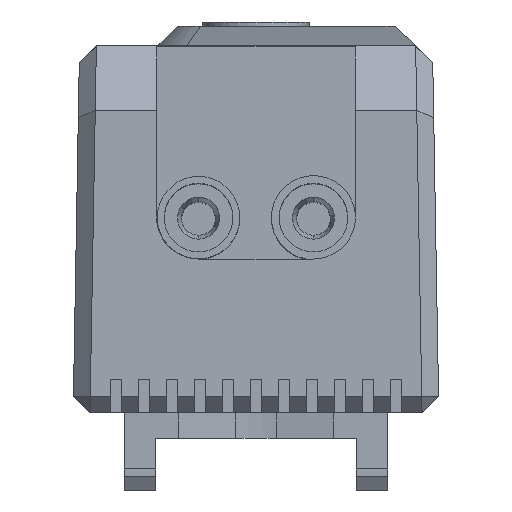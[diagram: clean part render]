
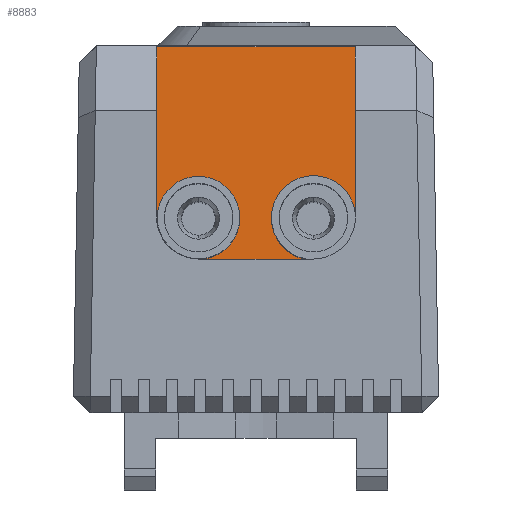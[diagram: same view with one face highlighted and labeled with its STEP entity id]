
A CAD part, front view. The second image highlights one B-rep face of the part: STEP entity #8883.
In plain terms, the highlighted planar face has unit normal (0, -1, 0.018).
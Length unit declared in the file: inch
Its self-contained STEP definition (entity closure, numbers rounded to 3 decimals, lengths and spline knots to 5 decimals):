
#245 = VERTEX_POINT ( 'NONE', #3698 ) ;
#598 = ORIENTED_EDGE ( 'NONE', *, *, #12803, .F. ) ;
#676 = DIRECTION ( 'NONE',  ( 0., -1., 0.017 ) ) ;
#755 = CARTESIAN_POINT ( 'NONE',  ( 0.205, -0.94045, 0.54519 ) ) ;
#812 = CIRCLE ( 'NONE', #4971, 0.15 ) ;
#883 = CIRCLE ( 'NONE', #9516, 0.14708 ) ;
#1220 = LINE ( 'NONE', #4405, #12395 ) ;
#1429 = VERTEX_POINT ( 'NONE', #11554 ) ;
#1596 = EDGE_CURVE ( 'NONE', #13641, #7044, #10014, .T. ) ;
#1638 = PLANE ( 'NONE',  #4065 ) ;
#1972 = CARTESIAN_POINT ( 'NONE',  ( -0.205, -0.93526, 0.84223 ) ) ;
#2037 = CIRCLE ( 'NONE', #3172, 0.14708 ) ;
#2071 = VECTOR ( 'NONE', #9651, 39.37008 ) ;
#2507 = ORIENTED_EDGE ( 'NONE', *, *, #6966, .F. ) ;
#2604 = FACE_BOUND ( 'NONE', #5899, .T. ) ;
#2718 = LINE ( 'NONE', #4362, #11336 ) ;
#2729 = DIRECTION ( 'NONE',  ( 0., -0.017, -1. ) ) ;
#2824 = ORIENTED_EDGE ( 'NONE', *, *, #11792, .T. ) ;
#2862 = DIRECTION ( 'NONE',  ( 0., -1., 0.017 ) ) ;
#3172 = AXIS2_PLACEMENT_3D ( 'NONE', #6068, #13600, #7162 ) ;
#3203 = CARTESIAN_POINT ( 'NONE',  ( -0.205, -0.94045, 0.54519 ) ) ;
#3698 = CARTESIAN_POINT ( 'NONE',  ( -0.205, -0.9404, 0.5481 ) ) ;
#3716 = CARTESIAN_POINT ( 'NONE',  ( 0.205, -0.93521, 0.84514 ) ) ;
#3925 = LINE ( 'NONE', #12719, #7149 ) ;
#4026 = VERTEX_POINT ( 'NONE', #1972 ) ;
#4029 = ORIENTED_EDGE ( 'NONE', *, *, #8952, .F. ) ;
#4065 = AXIS2_PLACEMENT_3D ( 'NONE', #11323, #9182, #2729 ) ;
#4362 = CARTESIAN_POINT ( 'NONE',  ( -0.355, -0.92015, 1.70812 ) ) ;
#4405 = CARTESIAN_POINT ( 'NONE',  ( 0.355, -0.92015, 1.70812 ) ) ;
#4434 = EDGE_CURVE ( 'NONE', #245, #4026, #883, .T. ) ;
#4518 = EDGE_CURVE ( 'NONE', #6769, #13641, #8180, .T. ) ;
#4971 = AXIS2_PLACEMENT_3D ( 'NONE', #7163, #676, #8244 ) ;
#5102 = CARTESIAN_POINT ( 'NONE',  ( -0.205, -0.93783, 0.69516 ) ) ;
#5152 = VERTEX_POINT ( 'NONE', #8179 ) ;
#5542 = ORIENTED_EDGE ( 'NONE', *, *, #10332, .T. ) ;
#5899 = EDGE_LOOP ( 'NONE', ( #598, #13263 ) ) ;
#6050 = CARTESIAN_POINT ( 'NONE',  ( -0.205, -0.93783, 0.69516 ) ) ;
#6068 = CARTESIAN_POINT ( 'NONE',  ( -0.205, -0.93783, 0.69516 ) ) ;
#6174 = DIRECTION ( 'NONE',  ( 0., -0.017, -1. ) ) ;
#6260 = DIRECTION ( 'NONE',  ( 1., 0., 0. ) ) ;
#6723 = ORIENTED_EDGE ( 'NONE', *, *, #11163, .F. ) ;
#6769 = VERTEX_POINT ( 'NONE', #8933 ) ;
#6966 = EDGE_CURVE ( 'NONE', #10553, #7044, #812, .T. ) ;
#6974 = AXIS2_PLACEMENT_3D ( 'NONE', #9310, #2862, #10419 ) ;
#7044 = VERTEX_POINT ( 'NONE', #755 ) ;
#7142 = DIRECTION ( 'NONE',  ( 0., -0.017, -1. ) ) ;
#7149 = VECTOR ( 'NONE', #6260, 39.37008 ) ;
#7162 = DIRECTION ( 'NONE',  ( 0., -0.017, -1. ) ) ;
#7163 = CARTESIAN_POINT ( 'NONE',  ( 0.205, -0.93783, 0.69516 ) ) ;
#8179 = CARTESIAN_POINT ( 'NONE',  ( -0.355, -0.92717, 1.30599 ) ) ;
#8180 = CIRCLE ( 'NONE', #13866, 0.15 ) ;
#8244 = DIRECTION ( 'NONE',  ( 0., -0.017, -1. ) ) ;
#8883 = ADVANCED_FACE ( 'NONE', ( #2604, #11544 ), #1638, .T. ) ;
#8916 = VERTEX_POINT ( 'NONE', #12509 ) ;
#8933 = CARTESIAN_POINT ( 'NONE',  ( -0.355, -0.93783, 0.69516 ) ) ;
#8952 = EDGE_CURVE ( 'NONE', #1429, #10553, #10534, .T. ) ;
#9182 = DIRECTION ( 'NONE',  ( 0., -1., 0.017 ) ) ;
#9310 = CARTESIAN_POINT ( 'NONE',  ( 0.205, -0.93783, 0.69516 ) ) ;
#9516 = AXIS2_PLACEMENT_3D ( 'NONE', #6050, #13580, #7142 ) ;
#9651 = DIRECTION ( 'NONE',  ( 1., 0., 0. ) ) ;
#10014 = LINE ( 'NONE', #3203, #2071 ) ;
#10332 = EDGE_CURVE ( 'NONE', #1429, #8916, #1220, .T. ) ;
#10419 = DIRECTION ( 'NONE',  ( 0., -0.017, -1. ) ) ;
#10534 = CIRCLE ( 'NONE', #6974, 0.15 ) ;
#10553 = VERTEX_POINT ( 'NONE', #3716 ) ;
#10859 = DIRECTION ( 'NONE',  ( 0., 0.017, 1. ) ) ;
#11163 = EDGE_CURVE ( 'NONE', #5152, #8916, #3925, .T. ) ;
#11323 = CARTESIAN_POINT ( 'NONE',  ( -0.205, -0.93783, 0.69516 ) ) ;
#11336 = VECTOR ( 'NONE', #11898, 39.37008 ) ;
#11544 = FACE_OUTER_BOUND ( 'NONE', #12443, .T. ) ;
#11554 = CARTESIAN_POINT ( 'NONE',  ( 0.355, -0.93783, 0.69516 ) ) ;
#11792 = EDGE_CURVE ( 'NONE', #5152, #6769, #2718, .T. ) ;
#11898 = DIRECTION ( 'NONE',  ( 0., -0.017, -1. ) ) ;
#12395 = VECTOR ( 'NONE', #10859, 39.37008 ) ;
#12443 = EDGE_LOOP ( 'NONE', ( #12489, #2507, #4029, #5542, #6723, #2824, #12626 ) ) ;
#12489 = ORIENTED_EDGE ( 'NONE', *, *, #1596, .T. ) ;
#12509 = CARTESIAN_POINT ( 'NONE',  ( 0.355, -0.92717, 1.30599 ) ) ;
#12626 = ORIENTED_EDGE ( 'NONE', *, *, #4518, .T. ) ;
#12651 = DIRECTION ( 'NONE',  ( 0., -1., 0.017 ) ) ;
#12719 = CARTESIAN_POINT ( 'NONE',  ( 1.42531, -0.92717, 1.30599 ) ) ;
#12803 = EDGE_CURVE ( 'NONE', #4026, #245, #2037, .T. ) ;
#13168 = CARTESIAN_POINT ( 'NONE',  ( -0.205, -0.94045, 0.54519 ) ) ;
#13263 = ORIENTED_EDGE ( 'NONE', *, *, #4434, .F. ) ;
#13580 = DIRECTION ( 'NONE',  ( 0., -1., 0.017 ) ) ;
#13600 = DIRECTION ( 'NONE',  ( 0., -1., 0.017 ) ) ;
#13641 = VERTEX_POINT ( 'NONE', #13168 ) ;
#13866 = AXIS2_PLACEMENT_3D ( 'NONE', #5102, #12651, #6174 ) ;
